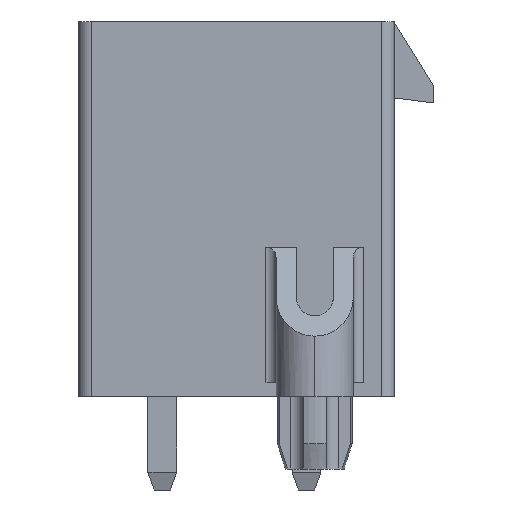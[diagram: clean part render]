
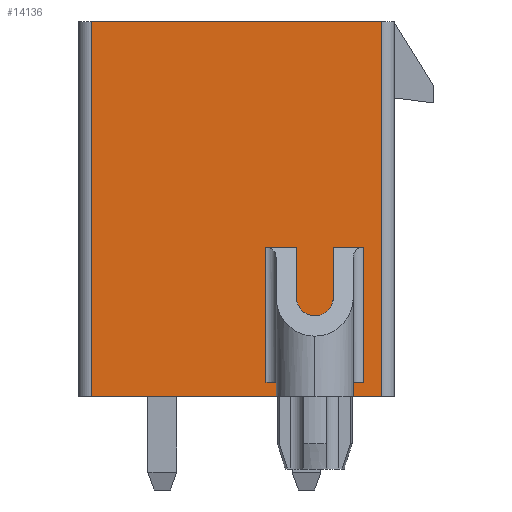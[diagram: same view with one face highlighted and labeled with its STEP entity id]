
A CAD part, left-side view. The second image highlights one B-rep face of the part: STEP entity #14136.
In plain terms, the highlighted face is planar.
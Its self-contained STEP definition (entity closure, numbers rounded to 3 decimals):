
#128=LINE('',#18022,#1430);
#134=LINE('',#18038,#1436);
#142=LINE('',#18063,#1444);
#149=LINE('',#18083,#1451);
#183=LINE('',#18233,#1485);
#188=LINE('',#18247,#1490);
#190=LINE('',#18251,#1492);
#194=LINE('',#18268,#1496);
#197=LINE('',#18277,#1499);
#455=LINE('',#18940,#1757);
#458=LINE('',#18953,#1760);
#561=LINE('',#19156,#1863);
#562=LINE('',#19157,#1864);
#563=LINE('',#19158,#1865);
#564=LINE('',#19159,#1866);
#565=LINE('',#19160,#1867);
#1430=VECTOR('',#15269,1000.);
#1436=VECTOR('',#15281,1000.);
#1444=VECTOR('',#15305,1000.);
#1451=VECTOR('',#15326,1000.);
#1485=VECTOR('',#15444,1000.);
#1490=VECTOR('',#15457,1000.);
#1492=VECTOR('',#15461,1000.);
#1496=VECTOR('',#15479,1000.);
#1499=VECTOR('',#15486,1000.);
#1757=VECTOR('',#16054,1000.);
#1760=VECTOR('',#16065,1000.);
#1863=VECTOR('',#16242,1000.);
#1864=VECTOR('',#16243,1000.);
#1865=VECTOR('',#16244,1000.);
#1866=VECTOR('',#16245,1000.);
#1867=VECTOR('',#16246,1000.);
#3551=ORIENTED_EDGE('',*,*,#5779,.F.);
#3552=ORIENTED_EDGE('',*,*,#6203,.T.);
#3553=ORIENTED_EDGE('',*,*,#5685,.T.);
#3554=ORIENTED_EDGE('',*,*,#5695,.T.);
#3555=ORIENTED_EDGE('',*,*,#6204,.T.);
#3556=ORIENTED_EDGE('',*,*,#6100,.T.);
#3557=ORIENTED_EDGE('',*,*,#6205,.F.);
#3558=ORIENTED_EDGE('',*,*,#6094,.F.);
#3559=ORIENTED_EDGE('',*,*,#6206,.T.);
#3560=ORIENTED_EDGE('',*,*,#5673,.F.);
#3561=ORIENTED_EDGE('',*,*,#5665,.T.);
#3562=ORIENTED_EDGE('',*,*,#6207,.F.);
#3563=ORIENTED_EDGE('',*,*,#5774,.F.);
#3564=ORIENTED_EDGE('',*,*,#5764,.F.);
#3565=ORIENTED_EDGE('',*,*,#5757,.F.);
#3566=ORIENTED_EDGE('',*,*,#5766,.T.);
#5665=EDGE_CURVE('',#7132,#7130,#128,.T.);
#5673=EDGE_CURVE('',#7132,#7138,#134,.T.);
#5685=EDGE_CURVE('',#7148,#7147,#142,.T.);
#5695=EDGE_CURVE('',#7147,#7153,#149,.T.);
#5757=EDGE_CURVE('',#7195,#7196,#183,.T.);
#5764=EDGE_CURVE('',#7196,#7200,#188,.T.);
#5766=EDGE_CURVE('',#7195,#7201,#190,.T.);
#5774=EDGE_CURVE('',#7200,#7208,#194,.T.);
#5779=EDGE_CURVE('',#7211,#7201,#197,.T.);
#6094=EDGE_CURVE('',#7429,#7430,#455,.T.);
#6100=EDGE_CURVE('',#7432,#7435,#458,.T.);
#6203=EDGE_CURVE('',#7211,#7148,#561,.T.);
#6204=EDGE_CURVE('',#7153,#7432,#562,.T.);
#6205=EDGE_CURVE('',#7430,#7435,#563,.T.);
#6206=EDGE_CURVE('',#7429,#7138,#564,.T.);
#6207=EDGE_CURVE('',#7208,#7130,#565,.T.);
#7130=VERTEX_POINT('',#18020);
#7132=VERTEX_POINT('',#18023);
#7138=VERTEX_POINT('',#18036);
#7147=VERTEX_POINT('',#18062);
#7148=VERTEX_POINT('',#18064);
#7153=VERTEX_POINT('',#18082);
#7195=VERTEX_POINT('',#18232);
#7196=VERTEX_POINT('',#18234);
#7200=VERTEX_POINT('',#18246);
#7201=VERTEX_POINT('',#18250);
#7208=VERTEX_POINT('',#18269);
#7211=VERTEX_POINT('',#18276);
#7429=VERTEX_POINT('',#18939);
#7430=VERTEX_POINT('',#18941);
#7432=VERTEX_POINT('',#18947);
#7435=VERTEX_POINT('',#18952);
#8370=EDGE_LOOP('',(#3551,#3552,#3553,#3554,#3555,#3556,#3557,#3558,#3559,
#3560,#3561,#3562,#3563,#3564,#3565,#3566));
#8987=FACE_BOUND('',#8370,.T.);
#9559=PLANE('',#14809);
#14136=ADVANCED_FACE('',(#8987),#9559,.T.);
#14809=AXIS2_PLACEMENT_3D('',#19155,#16240,#16241);
#15269=DIRECTION('',(0.,0.,-1.));
#15281=DIRECTION('',(0.,1.,0.));
#15305=DIRECTION('',(0.,0.,-1.));
#15326=DIRECTION('',(0.,1.,0.));
#15444=DIRECTION('',(0.,0.,-1.));
#15457=DIRECTION('',(0.,-1.,0.));
#15461=DIRECTION('',(0.,-1.,0.));
#15479=DIRECTION('',(0.,0.,-1.));
#15486=DIRECTION('',(0.,0.,-1.));
#16054=DIRECTION('',(0.,-1.,0.));
#16065=DIRECTION('',(0.,-1.,0.));
#16240=DIRECTION('',(1.,0.,0.));
#16241=DIRECTION('',(0.,0.,-1.));
#16242=DIRECTION('',(0.,1.,0.));
#16243=DIRECTION('',(0.,0.,1.));
#16244=DIRECTION('',(0.,0.,1.));
#16245=DIRECTION('',(0.,0.,1.));
#16246=DIRECTION('',(0.,1.,0.));
#18020=CARTESIAN_POINT('',(11.725,14.25,1.17));
#18022=CARTESIAN_POINT('',(11.725,14.25,2.62));
#18023=CARTESIAN_POINT('',(11.725,14.25,2.62));
#18036=CARTESIAN_POINT('',(11.725,14.8,2.62));
#18038=CARTESIAN_POINT('',(11.725,14.25,2.62));
#18062=CARTESIAN_POINT('',(11.725,14.25,3.57));
#18063=CARTESIAN_POINT('',(11.725,14.25,5.02));
#18064=CARTESIAN_POINT('',(11.725,14.25,5.02));
#18082=CARTESIAN_POINT('',(11.725,14.8,3.57));
#18083=CARTESIAN_POINT('',(11.725,14.25,3.57));
#18232=CARTESIAN_POINT('',(11.725,13.,3.825));
#18233=CARTESIAN_POINT('',(11.725,13.,3.825));
#18234=CARTESIAN_POINT('',(11.725,13.,2.375));
#18246=CARTESIAN_POINT('',(11.725,8.9,2.375));
#18247=CARTESIAN_POINT('',(11.725,13.,2.375));
#18250=CARTESIAN_POINT('',(11.725,8.9,3.825));
#18251=CARTESIAN_POINT('',(11.725,13.,3.825));
#18268=CARTESIAN_POINT('',(11.725,8.9,4.62));
#18269=CARTESIAN_POINT('',(11.725,8.9,1.17));
#18276=CARTESIAN_POINT('',(11.725,8.9,5.02));
#18277=CARTESIAN_POINT('',(11.725,8.9,4.62));
#18939=CARTESIAN_POINT('',(11.725,14.8,-5.74));
#18940=CARTESIAN_POINT('',(11.725,14.8,-5.74));
#18941=CARTESIAN_POINT('',(11.725,0.,-5.74));
#18947=CARTESIAN_POINT('',(11.725,14.8,5.74));
#18952=CARTESIAN_POINT('',(11.725,0.,5.74));
#18953=CARTESIAN_POINT('',(11.725,14.8,5.74));
#19155=CARTESIAN_POINT('',(11.725,14.8,-6.24));
#19156=CARTESIAN_POINT('',(11.725,14.8,5.02));
#19157=CARTESIAN_POINT('',(11.725,14.8,-6.24));
#19158=CARTESIAN_POINT('',(11.725,0.,-6.24));
#19159=CARTESIAN_POINT('',(11.725,14.8,-6.24));
#19160=CARTESIAN_POINT('',(11.725,8.9,1.17));
